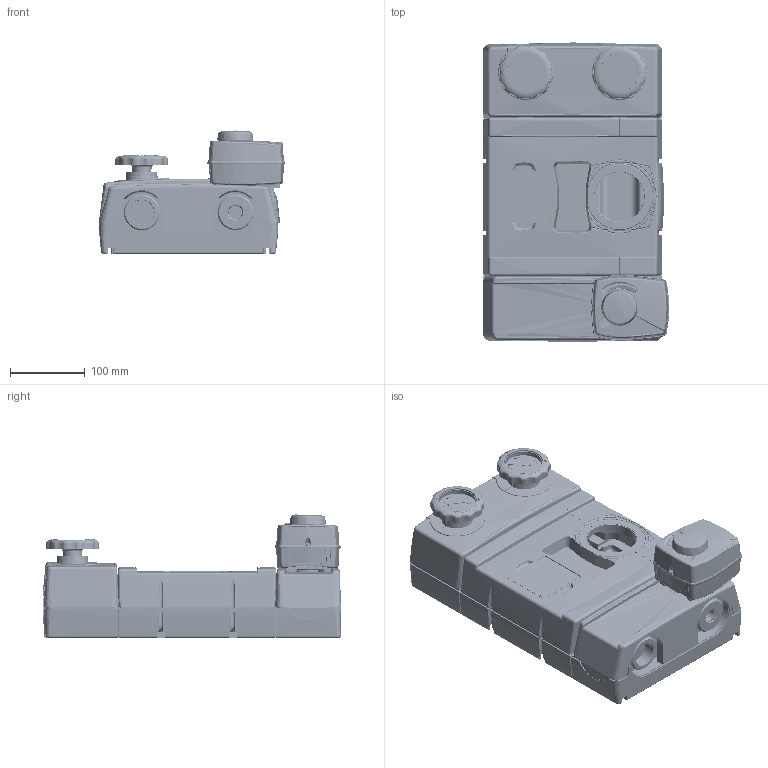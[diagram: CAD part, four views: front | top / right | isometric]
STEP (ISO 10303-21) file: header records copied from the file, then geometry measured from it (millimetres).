
FILE_DESCRIPTION(('CATIA V5 STEP Exchange','CAx-IF Rec.Pracs.--- Model Styling and Organization---1.2---2011-12-15'),'2;1');
FILE_NAME('61241100 GRF111+ARA.stp','2017-05-17T11:21:41+00:00',('none'),('none'),'CATIA Version 5-6 Release 2014 SP4 HF22','CATIA V5 STEP AP214','none');
FILE_SCHEMA(('AUTOMOTIVE_DESIGN { 1 0 10303 214 1 1 1 1 }'));
Products named in the file (1): Rörsammanställning_AllCATPart
Bounding box: 249.1 x 399.41 x 164.9 mm (x, y, z)
Volume: 7673086.4 mm3; surface area: 698870.4 mm2
Topology: 2 solids, 57 shells, 7788 faces, 20224 edges, 12575 vertices
Faces by surface type: plane 2735, bspline 1565, cylinder 1479, cone 1095, torus 618, sphere 216, revolution 67, extrusion 13
Entity records: 330666 total; most frequent: CARTESIAN_POINT 162319, ORIENTED_EDGE 40078, DIRECTION 22661, EDGE_CURVE 20039, VERTEX_POINT 12574, AXIS2_PLACEMENT_3D 9692, EDGE_LOOP 8245, ADVANCED_FACE 7788
